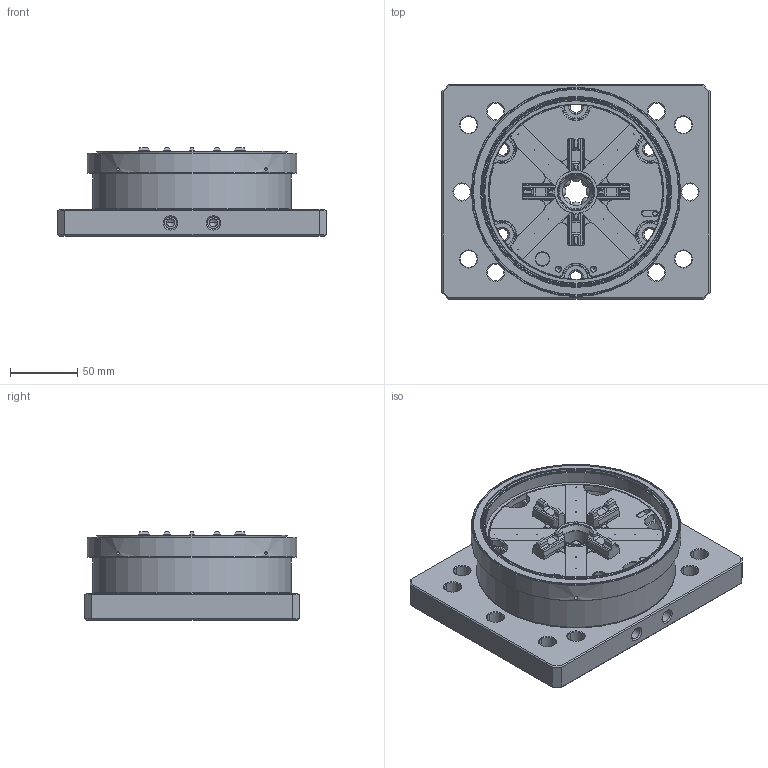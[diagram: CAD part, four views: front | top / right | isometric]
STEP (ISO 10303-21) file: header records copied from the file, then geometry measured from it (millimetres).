
FILE_DESCRIPTION(/* description */ (''),/* implementation_level */ '2;1');
FILE_NAME(/* name */ '',/* time_stamp */ '2020-04-23T22:30:09+08:00',/* author */ (''),/* organization */ (''),/* preprocessor_version */ 'ST-DEVELOPER v11',/* originating_system */ 'SIEMENS PLM Software NX 7.0',/* authorisation */ '');
FILE_SCHEMA (('CONFIG_CONTROL_DESIGN'));
Length unit declared in the file: millimetre
Products named in the file (1): Admi96668dkt
Bounding box: 200 x 160 x 66 mm (x, y, z)
Volume: 969510.8 mm3; surface area: 222967.9 mm2
Topology: 13 solids, 13 shells, 799 faces, 2001 edges, 1284 vertices
Faces by surface type: cylinder 298, plane 295, cone 181, torus 9, sphere 8, bspline 8
Full cylindrical faces by diameter (mm): 0.6 x12, 2.5 x12, 3 x4, 3.3 x4, 4 x1, 4.3 x1, 5 x2, 6.7 x4, 7.7 x8, 8 x4, 8.05 x8, 8.6 x2, 8.7 x6, 10 x1, 11 x30, 16 x2, 17 x6, 20.5 x1, 24 x1, 26.5 x2, 27 x3, 28 x1, 32 x2, 32.3 x1, 107 x1, 130.3 x1, 136 x1, 139 x2, 144 x2, 145.4 x1
Entity records: 25816 total; most frequent: CARTESIAN_POINT 7943, DIRECTION 3782, ORIENTED_EDGE 3226, EDGE_CURVE 1613, AXIS2_PLACEMENT_3D 1543, EDGE_LOOP 1239, VERTEX_POINT 1166, ADVANCED_FACE 799
